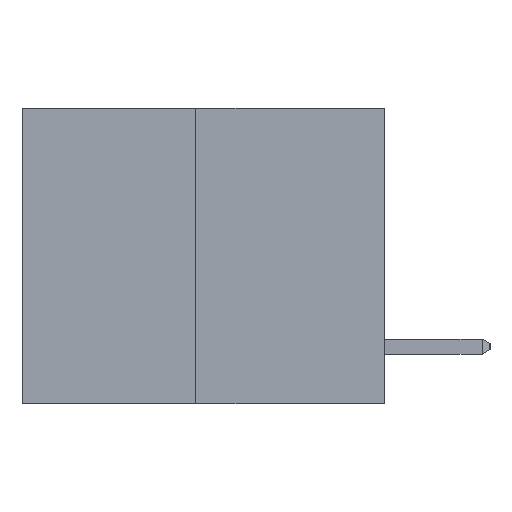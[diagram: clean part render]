
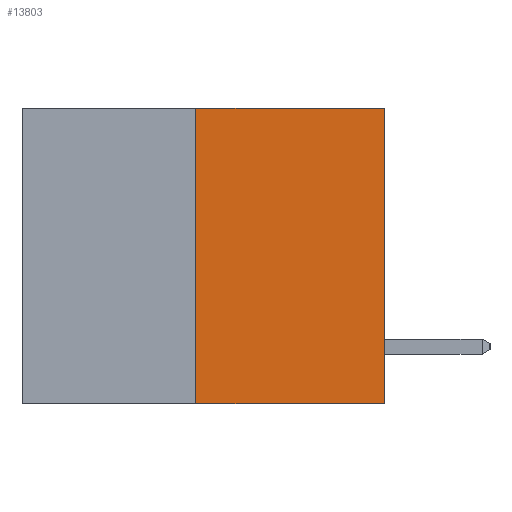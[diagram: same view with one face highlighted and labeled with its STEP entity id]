
A CAD part, left-side view. The second image highlights one B-rep face of the part: STEP entity #13803.
In plain terms, the highlighted planar face has unit normal (-1, 0, 0).
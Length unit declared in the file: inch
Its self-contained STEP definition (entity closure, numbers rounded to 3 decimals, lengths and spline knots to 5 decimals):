
#9 = EDGE_LOOP ( 'NONE', ( #4375, #16556, #1179, #1471 ) ) ;
#101 = VERTEX_POINT ( 'NONE', #17112 ) ;
#1090 = VERTEX_POINT ( 'NONE', #4537 ) ;
#1179 = ORIENTED_EDGE ( 'NONE', *, *, #15009, .T. ) ;
#1471 = ORIENTED_EDGE ( 'NONE', *, *, #6204, .F. ) ;
#3066 = DIRECTION ( 'NONE',  ( 0., -1., 0. ) ) ;
#3282 = VECTOR ( 'NONE', #13778, 39.37008 ) ;
#3685 = DIRECTION ( 'NONE',  ( 0., -1., 0. ) ) ;
#4375 = ORIENTED_EDGE ( 'NONE', *, *, #8578, .F. ) ;
#4537 = CARTESIAN_POINT ( 'NONE',  ( 0., 0.312, 0. ) ) ;
#4575 = EDGE_CURVE ( 'NONE', #11910, #101, #14848, .T. ) ;
#4805 = CARTESIAN_POINT ( 'NONE',  ( 0., 0., 0. ) ) ;
#4972 = VERTEX_POINT ( 'NONE', #4805 ) ;
#6204 = EDGE_CURVE ( 'NONE', #1090, #4972, #15158, .T. ) ;
#6333 = DIRECTION ( 'NONE',  ( 0., 0., -1. ) ) ;
#6491 = VECTOR ( 'NONE', #3685, 39.37008 ) ;
#6714 = VECTOR ( 'NONE', #15192, 39.37008 ) ;
#7385 = CARTESIAN_POINT ( 'NONE',  ( 0., 0.312, -0.49 ) ) ;
#8578 = EDGE_CURVE ( 'NONE', #11910, #1090, #14654, .T. ) ;
#10539 = DIRECTION ( 'NONE',  ( 1., 0., 0. ) ) ;
#11090 = FACE_OUTER_BOUND ( 'NONE', #9, .T. ) ;
#11105 = CARTESIAN_POINT ( 'NONE',  ( 0., 0., 0. ) ) ;
#11910 = VERTEX_POINT ( 'NONE', #7385 ) ;
#12477 = AXIS2_PLACEMENT_3D ( 'NONE', #13141, #10539, #6333 ) ;
#13141 = CARTESIAN_POINT ( 'NONE',  ( 0., 0.6, 0. ) ) ;
#13707 = CARTESIAN_POINT ( 'NONE',  ( 0., 0.6, 0. ) ) ;
#13778 = DIRECTION ( 'NONE',  ( 0., 0., 1. ) ) ;
#13803 = ADVANCED_FACE ( 'NONE', ( #11090 ), #14389, .F. ) ;
#14389 = PLANE ( 'NONE',  #12477 ) ;
#14654 = LINE ( 'NONE', #15253, #6714 ) ;
#14848 = LINE ( 'NONE', #15642, #6491 ) ;
#14926 = VECTOR ( 'NONE', #3066, 39.37008 ) ;
#15009 = EDGE_CURVE ( 'NONE', #101, #4972, #15201, .T. ) ;
#15158 = LINE ( 'NONE', #13707, #14926 ) ;
#15192 = DIRECTION ( 'NONE',  ( 0., 0., 1. ) ) ;
#15201 = LINE ( 'NONE', #11105, #3282 ) ;
#15253 = CARTESIAN_POINT ( 'NONE',  ( 0., 0.312, -0.49 ) ) ;
#15642 = CARTESIAN_POINT ( 'NONE',  ( 0., 0.6, -0.49 ) ) ;
#16556 = ORIENTED_EDGE ( 'NONE', *, *, #4575, .T. ) ;
#17112 = CARTESIAN_POINT ( 'NONE',  ( 0., 0., -0.49 ) ) ;
